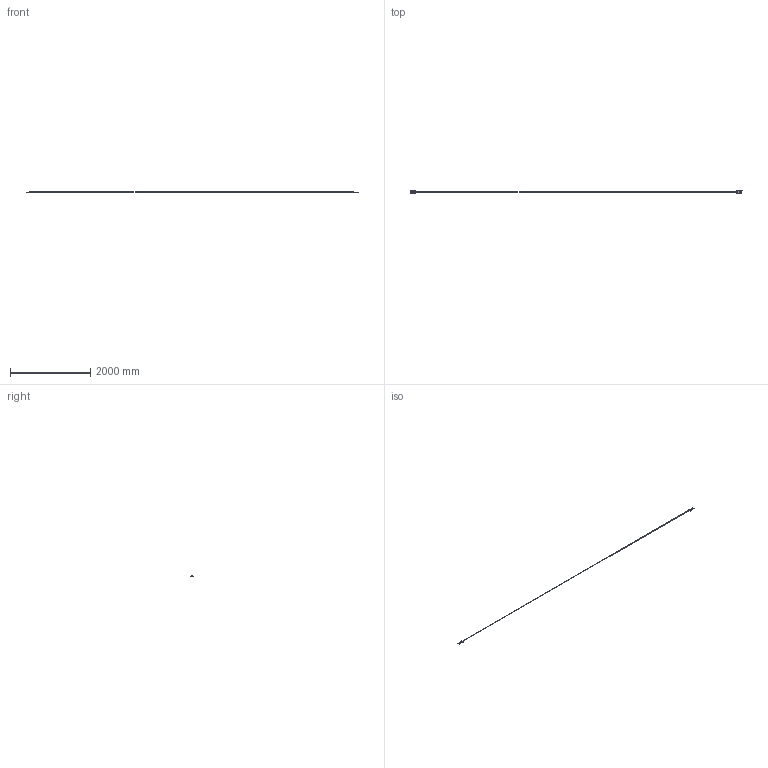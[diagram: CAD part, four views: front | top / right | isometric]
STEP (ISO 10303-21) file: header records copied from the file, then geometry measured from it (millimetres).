
FILE_DESCRIPTION (( 'STEP AP203' ), '1' );
FILE_NAME ('3982-37_REV_.step', '2026-01-19T05:51:33', ( '' ), ( '' ), 'SwSTEP 2.0', 'SolidWorks 2025', '' );
FILE_SCHEMA (( 'CONFIG_CONTROL_DESIGN' ));
Length unit declared in the file: millimetre
Products named in the file (3): 20-14; 3982-37-10; 3982-37_REV_
Assembly tree (3 placements, depth 2):
  3982-37_REV_
    20-14  x2
    3982-37-10
Bounding box: 8260 x 65 x 21.96 mm (x, y, z)
Volume: 1080937.9 mm3; surface area: 348289.5 mm2
Topology: 3 solids, 3 shells, 32 faces, 78 edges, 52 vertices
Faces by surface type: cylinder 18, plane 14
Entity records: 871 total; most frequent: DIRECTION 110, CARTESIAN_POINT 94, ORIENTED_EDGE 84, AXIS2_PLACEMENT_3D 44, EDGE_CURVE 42, VERTEX_POINT 28, PERSON_AND_ORGANIZATION 27, VECTOR 22
